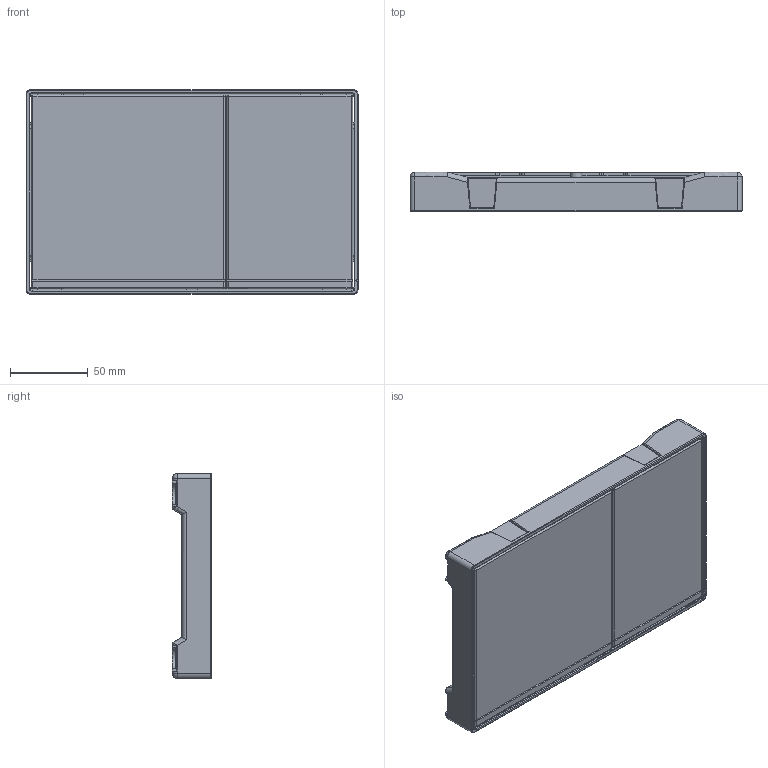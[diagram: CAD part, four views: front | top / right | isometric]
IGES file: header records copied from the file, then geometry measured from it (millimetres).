
Global section: file name: 115640; native system: Autodesk Inventor 2018; preprocessor: unknown; author: JANAN; date: 20211008.093045; units: millimetre
Bounding box: 214 x 25.2 x 131.9 mm (x, y, z)
Volume: 117610.1 mm3; surface area: 96732.7 mm2
Topology: 5 solids, 5 shells, 332 faces, 914 edges, 582 vertices
Faces by surface type: bspline 332
